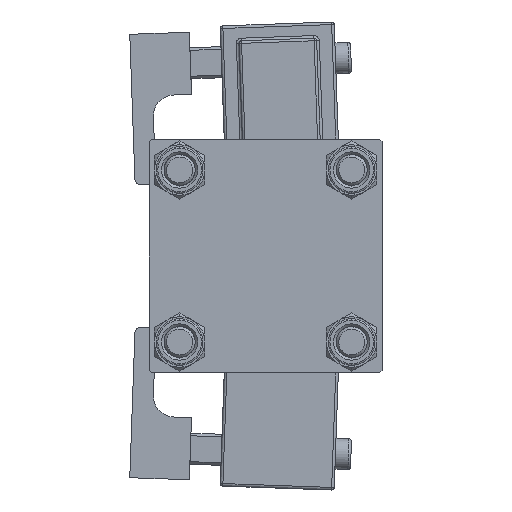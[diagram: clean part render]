
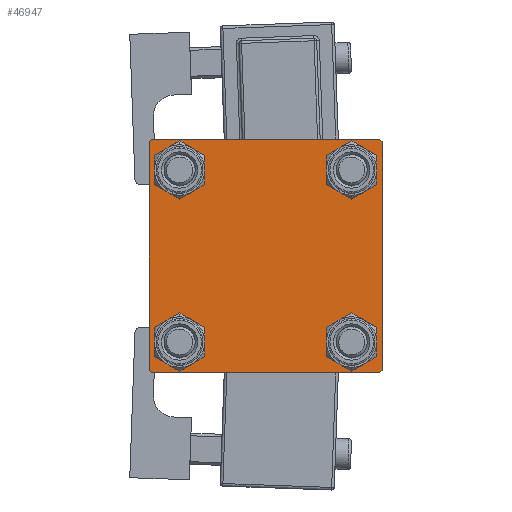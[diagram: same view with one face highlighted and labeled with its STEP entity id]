
A CAD part, left-side view. The second image highlights one B-rep face of the part: STEP entity #46947.
In plain terms, the highlighted planar face has unit normal (-1, 0, 0).
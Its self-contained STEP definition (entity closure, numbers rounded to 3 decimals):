
#552 = VECTOR ( 'NONE', #35898, 1000. ) ;
#780 = CARTESIAN_POINT ( 'NONE',  ( 0., 16.6, 20.1 ) ) ;
#1340 = FACE_BOUND ( 'NONE', #28532, .T. ) ;
#1498 = CARTESIAN_POINT ( 'NONE',  ( 0., 16.6, -20.1 ) ) ;
#1794 = EDGE_CURVE ( 'NONE', #51967, #35750, #51162, .T. ) ;
#2148 = CARTESIAN_POINT ( 'NONE',  ( 0., 0., 0. ) ) ;
#2472 = DIRECTION ( 'NONE',  ( 1., 0., 0. ) ) ;
#2477 = AXIS2_PLACEMENT_3D ( 'NONE', #34704, #18152, #13791 ) ;
#2680 = CARTESIAN_POINT ( 'NONE',  ( 0., -22., -22.5 ) ) ;
#2716 = CIRCLE ( 'NONE', #22706, 3.5 ) ;
#2921 = ORIENTED_EDGE ( 'NONE', *, *, #38803, .T. ) ;
#3663 = ORIENTED_EDGE ( 'NONE', *, *, #52666, .F. ) ;
#3751 = CARTESIAN_POINT ( 'NONE',  ( 0., 22., 22.5 ) ) ;
#3809 = AXIS2_PLACEMENT_3D ( 'NONE', #46040, #8829, #25679 ) ;
#4130 = EDGE_LOOP ( 'NONE', ( #6584, #6309, #4518, #13956, #3663, #10494, #41180, #46165 ) ) ;
#4518 = ORIENTED_EDGE ( 'NONE', *, *, #32680, .T. ) ;
#5436 = DIRECTION ( 'NONE',  ( 0., 0., 1. ) ) ;
#5507 = CARTESIAN_POINT ( 'NONE',  ( 0., 22.25, 22.25 ) ) ;
#6140 = VECTOR ( 'NONE', #31521, 1000. ) ;
#6309 = ORIENTED_EDGE ( 'NONE', *, *, #8327, .T. ) ;
#6584 = ORIENTED_EDGE ( 'NONE', *, *, #29486, .T. ) ;
#6612 = EDGE_CURVE ( 'NONE', #40317, #15811, #48088, .T. ) ;
#6685 = ORIENTED_EDGE ( 'NONE', *, *, #39169, .T. ) ;
#7045 = CARTESIAN_POINT ( 'NONE',  ( 0., -16.6, 13.1 ) ) ;
#7664 = DIRECTION ( 'NONE',  ( 0., 0., -1. ) ) ;
#8242 = DIRECTION ( 'NONE',  ( 1., 0., 0. ) ) ;
#8327 = EDGE_CURVE ( 'NONE', #28066, #9484, #51912, .T. ) ;
#8829 = DIRECTION ( 'NONE',  ( 1., 0., 0. ) ) ;
#8942 = CARTESIAN_POINT ( 'NONE',  ( 0., 16.6, 16.6 ) ) ;
#9367 = CARTESIAN_POINT ( 'NONE',  ( 0., 22.5, -22. ) ) ;
#9403 = DIRECTION ( 'NONE',  ( 0., 0., 1. ) ) ;
#9484 = VERTEX_POINT ( 'NONE', #26373 ) ;
#9535 = FACE_BOUND ( 'NONE', #50643, .T. ) ;
#9679 = CARTESIAN_POINT ( 'NONE',  ( 0., 16.6, -16.6 ) ) ;
#9892 = AXIS2_PLACEMENT_3D ( 'NONE', #38757, #42038, #22459 ) ;
#10082 = CARTESIAN_POINT ( 'NONE',  ( 0., 22.25, -22.25 ) ) ;
#10109 = DIRECTION ( 'NONE',  ( 0., 0., 1. ) ) ;
#10494 = ORIENTED_EDGE ( 'NONE', *, *, #52039, .T. ) ;
#10509 = CARTESIAN_POINT ( 'NONE',  ( 0., 22.5, 22. ) ) ;
#10645 = EDGE_LOOP ( 'NONE', ( #47913, #12179 ) ) ;
#10683 = LINE ( 'NONE', #28335, #43155 ) ;
#12179 = ORIENTED_EDGE ( 'NONE', *, *, #39921, .T. ) ;
#12331 = EDGE_CURVE ( 'NONE', #34151, #13375, #2716, .T. ) ;
#12739 = DIRECTION ( 'NONE',  ( 0., 0.707, 0.707 ) ) ;
#12850 = CARTESIAN_POINT ( 'NONE',  ( 0., -16.6, 16.6 ) ) ;
#13290 = DIRECTION ( 'NONE',  ( 0., 0., 1. ) ) ;
#13375 = VERTEX_POINT ( 'NONE', #7045 ) ;
#13427 = LINE ( 'NONE', #30264, #30650 ) ;
#13791 = DIRECTION ( 'NONE',  ( 0., 0., 1. ) ) ;
#13956 = ORIENTED_EDGE ( 'NONE', *, *, #6612, .T. ) ;
#14013 = VECTOR ( 'NONE', #45406, 1000. ) ;
#15352 = AXIS2_PLACEMENT_3D ( 'NONE', #9679, #50684, #9403 ) ;
#15811 = VERTEX_POINT ( 'NONE', #45845 ) ;
#16013 = AXIS2_PLACEMENT_3D ( 'NONE', #46773, #18007, #47040 ) ;
#16055 = AXIS2_PLACEMENT_3D ( 'NONE', #12850, #8242, #29696 ) ;
#16650 = EDGE_CURVE ( 'NONE', #51967, #19915, #35359, .T. ) ;
#17700 = FACE_OUTER_BOUND ( 'NONE', #4130, .T. ) ;
#17778 = DIRECTION ( 'NONE',  ( 0., 0.707, -0.707 ) ) ;
#18007 = DIRECTION ( 'NONE',  ( 1., 0., 0. ) ) ;
#18152 = DIRECTION ( 'NONE',  ( 1., 0., 0. ) ) ;
#19286 = CARTESIAN_POINT ( 'NONE',  ( 0., -22., 22.5 ) ) ;
#19915 = VERTEX_POINT ( 'NONE', #19286 ) ;
#19974 = ORIENTED_EDGE ( 'NONE', *, *, #34948, .T. ) ;
#20039 = EDGE_CURVE ( 'NONE', #47077, #23930, #43297, .T. ) ;
#20415 = CIRCLE ( 'NONE', #16055, 3.5 ) ;
#21978 = ORIENTED_EDGE ( 'NONE', *, *, #47515, .T. ) ;
#22224 = CARTESIAN_POINT ( 'NONE',  ( 0., 16.6, 13.1 ) ) ;
#22318 = DIRECTION ( 'NONE',  ( 0., -0.707, -0.707 ) ) ;
#22459 = DIRECTION ( 'NONE',  ( 0., 0., 1. ) ) ;
#22706 = AXIS2_PLACEMENT_3D ( 'NONE', #47330, #2472, #10109 ) ;
#22833 = FACE_BOUND ( 'NONE', #10645, .T. ) ;
#22869 = VERTEX_POINT ( 'NONE', #22224 ) ;
#22878 = CARTESIAN_POINT ( 'NONE',  ( 0., 22.5, 22.5 ) ) ;
#22960 = CIRCLE ( 'NONE', #3809, 3.5 ) ;
#23152 = AXIS2_PLACEMENT_3D ( 'NONE', #2148, #50810, #5436 ) ;
#23637 = CARTESIAN_POINT ( 'NONE',  ( 0., -22.25, -22.25 ) ) ;
#23930 = VERTEX_POINT ( 'NONE', #38865 ) ;
#24044 = CIRCLE ( 'NONE', #34474, 3.5 ) ;
#24906 = CIRCLE ( 'NONE', #15352, 3.5 ) ;
#25244 = CARTESIAN_POINT ( 'NONE',  ( 0., -22.25, 22.25 ) ) ;
#25679 = DIRECTION ( 'NONE',  ( 0., 0., 1. ) ) ;
#26373 = CARTESIAN_POINT ( 'NONE',  ( 0., 22., -22.5 ) ) ;
#27776 = CARTESIAN_POINT ( 'NONE',  ( 0., 22.5, 22.5 ) ) ;
#28066 = VERTEX_POINT ( 'NONE', #9367 ) ;
#28335 = CARTESIAN_POINT ( 'NONE',  ( 0., -22.5, 22.5 ) ) ;
#28532 = EDGE_LOOP ( 'NONE', ( #21978, #6685 ) ) ;
#29249 = VERTEX_POINT ( 'NONE', #780 ) ;
#29486 = EDGE_CURVE ( 'NONE', #35750, #28066, #33439, .T. ) ;
#29696 = DIRECTION ( 'NONE',  ( 0., 0., 1. ) ) ;
#30120 = LINE ( 'NONE', #25244, #30168 ) ;
#30168 = VECTOR ( 'NONE', #12739, 1000. ) ;
#30264 = CARTESIAN_POINT ( 'NONE',  ( 0., 22.5, -22.5 ) ) ;
#30650 = VECTOR ( 'NONE', #42495, 1000. ) ;
#31521 = DIRECTION ( 'NONE',  ( 0., -0.707, 0.707 ) ) ;
#31922 = ORIENTED_EDGE ( 'NONE', *, *, #20039, .T. ) ;
#32325 = CARTESIAN_POINT ( 'NONE',  ( 0., -16.6, -13.1 ) ) ;
#32548 = VERTEX_POINT ( 'NONE', #35739 ) ;
#32680 = EDGE_CURVE ( 'NONE', #9484, #40317, #13427, .T. ) ;
#32826 = CARTESIAN_POINT ( 'NONE',  ( 0., -22.5, 22. ) ) ;
#32828 = VECTOR ( 'NONE', #17778, 1000. ) ;
#33128 = DIRECTION ( 'NONE',  ( 1., 0., 0. ) ) ;
#33439 = LINE ( 'NONE', #27776, #14013 ) ;
#34151 = VERTEX_POINT ( 'NONE', #53184 ) ;
#34224 = VERTEX_POINT ( 'NONE', #1498 ) ;
#34258 = PLANE ( 'NONE',  #23152 ) ;
#34474 = AXIS2_PLACEMENT_3D ( 'NONE', #8942, #33128, #13290 ) ;
#34704 = CARTESIAN_POINT ( 'NONE',  ( 0., -16.6, -16.6 ) ) ;
#34811 = VECTOR ( 'NONE', #22318, 1000. ) ;
#34948 = EDGE_CURVE ( 'NONE', #22869, #29249, #41169, .T. ) ;
#35359 = LINE ( 'NONE', #22878, #552 ) ;
#35739 = CARTESIAN_POINT ( 'NONE',  ( 0., 16.6, -13.1 ) ) ;
#35750 = VERTEX_POINT ( 'NONE', #10509 ) ;
#35813 = EDGE_LOOP ( 'NONE', ( #31922, #2921 ) ) ;
#35898 = DIRECTION ( 'NONE',  ( 0., -1., 0. ) ) ;
#38752 = ORIENTED_EDGE ( 'NONE', *, *, #48138, .T. ) ;
#38757 = CARTESIAN_POINT ( 'NONE',  ( 0., 16.6, 16.6 ) ) ;
#38803 = EDGE_CURVE ( 'NONE', #23930, #47077, #22960, .T. ) ;
#38865 = CARTESIAN_POINT ( 'NONE',  ( 0., -16.6, -20.1 ) ) ;
#39169 = EDGE_CURVE ( 'NONE', #34224, #32548, #52425, .T. ) ;
#39404 = FACE_BOUND ( 'NONE', #35813, .T. ) ;
#39921 = EDGE_CURVE ( 'NONE', #13375, #34151, #20415, .T. ) ;
#40317 = VERTEX_POINT ( 'NONE', #2680 ) ;
#40349 = VERTEX_POINT ( 'NONE', #32826 ) ;
#41169 = CIRCLE ( 'NONE', #9892, 3.5 ) ;
#41180 = ORIENTED_EDGE ( 'NONE', *, *, #16650, .F. ) ;
#42038 = DIRECTION ( 'NONE',  ( 1., 0., 0. ) ) ;
#42495 = DIRECTION ( 'NONE',  ( 0., -1., 0. ) ) ;
#43155 = VECTOR ( 'NONE', #7664, 1000. ) ;
#43297 = CIRCLE ( 'NONE', #2477, 3.5 ) ;
#45406 = DIRECTION ( 'NONE',  ( 0., 0., -1. ) ) ;
#45845 = CARTESIAN_POINT ( 'NONE',  ( 0., -22.5, -22. ) ) ;
#46040 = CARTESIAN_POINT ( 'NONE',  ( 0., -16.6, -16.6 ) ) ;
#46165 = ORIENTED_EDGE ( 'NONE', *, *, #1794, .T. ) ;
#46773 = CARTESIAN_POINT ( 'NONE',  ( 0., 16.6, -16.6 ) ) ;
#46947 = ADVANCED_FACE ( 'NONE', ( #22833, #39404, #1340, #9535, #17700 ), #34258, .T. ) ;
#47040 = DIRECTION ( 'NONE',  ( 0., 0., 1. ) ) ;
#47077 = VERTEX_POINT ( 'NONE', #32325 ) ;
#47330 = CARTESIAN_POINT ( 'NONE',  ( 0., -16.6, 16.6 ) ) ;
#47515 = EDGE_CURVE ( 'NONE', #32548, #34224, #24906, .T. ) ;
#47913 = ORIENTED_EDGE ( 'NONE', *, *, #12331, .T. ) ;
#48088 = LINE ( 'NONE', #23637, #6140 ) ;
#48138 = EDGE_CURVE ( 'NONE', #29249, #22869, #24044, .T. ) ;
#50643 = EDGE_LOOP ( 'NONE', ( #38752, #19974 ) ) ;
#50684 = DIRECTION ( 'NONE',  ( 1., 0., 0. ) ) ;
#50810 = DIRECTION ( 'NONE',  ( -1., 0., 0. ) ) ;
#51162 = LINE ( 'NONE', #5507, #32828 ) ;
#51912 = LINE ( 'NONE', #10082, #34811 ) ;
#51967 = VERTEX_POINT ( 'NONE', #3751 ) ;
#52039 = EDGE_CURVE ( 'NONE', #40349, #19915, #30120, .T. ) ;
#52425 = CIRCLE ( 'NONE', #16013, 3.5 ) ;
#52666 = EDGE_CURVE ( 'NONE', #40349, #15811, #10683, .T. ) ;
#53184 = CARTESIAN_POINT ( 'NONE',  ( 0., -16.6, 20.1 ) ) ;
